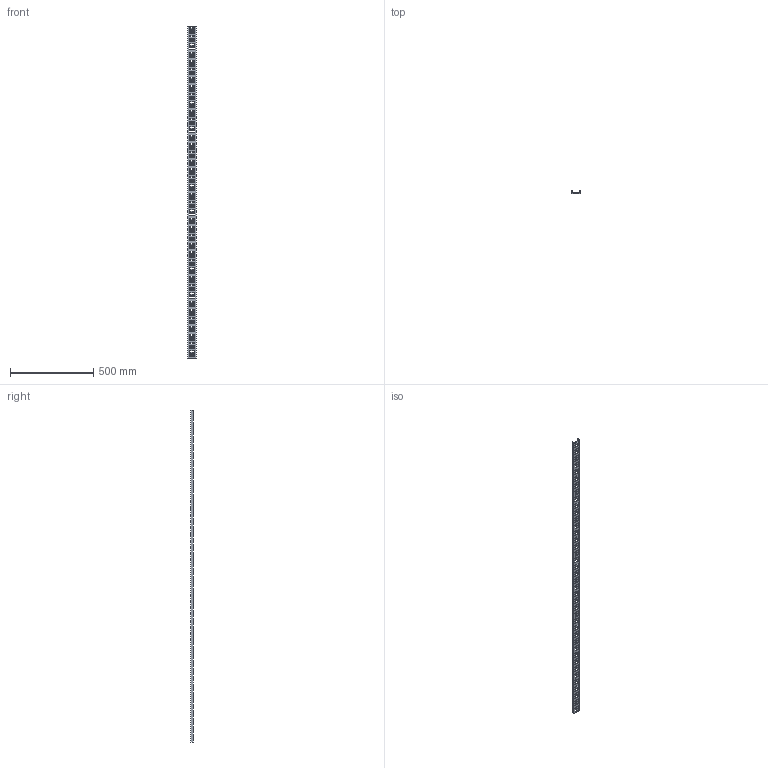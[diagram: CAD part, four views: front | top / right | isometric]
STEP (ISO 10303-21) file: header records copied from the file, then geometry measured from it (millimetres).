
FILE_DESCRIPTION (( 'STEP AP214' ), '1' );
FILE_NAME ('6046370.stp', '2017-03-28T11:01:56', ( '' ), ( '' ), 'SwSTEP 2.0', 'SolidWorks 2016', '' );
FILE_SCHEMA (( 'AUTOMOTIVE_DESIGN' ));
Length unit declared in the file: millimetre
Products named in the file (1): 6046370
Bounding box: 50 x 15 x 2000 mm (x, y, z)
Volume: 131922.5 mm3; surface area: 276639.5 mm2
Topology: 1 solids, 1 shells, 778 faces, 2328 edges, 1552 vertices
Faces by surface type: cylinder 440, plane 338
Entity records: 27186 total; most frequent: DIRECTION 4766, CARTESIAN_POINT 4659, ORIENTED_EDGE 4656, EDGE_CURVE 2328, AXIS2_PLACEMENT_3D 1659, VERTEX_POINT 1552, LINE 1448, VECTOR 1448
